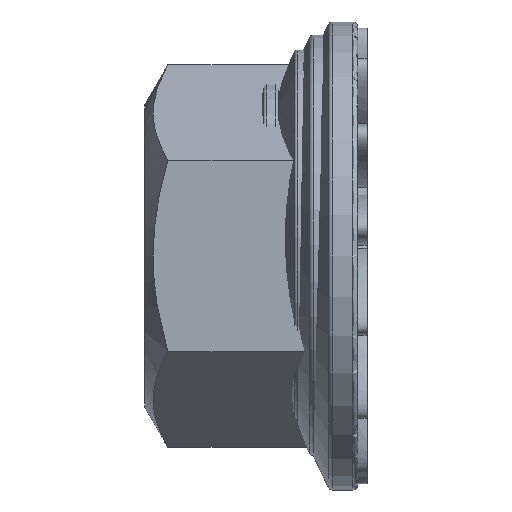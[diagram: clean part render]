
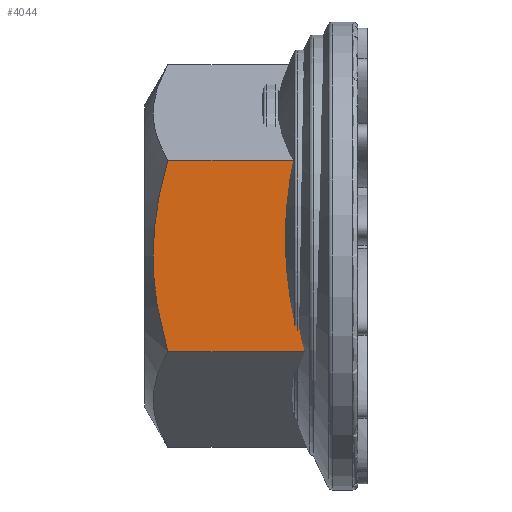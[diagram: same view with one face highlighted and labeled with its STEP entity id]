
A CAD part, left-side view. The second image highlights one B-rep face of the part: STEP entity #4044.
In plain terms, the highlighted planar face has unit normal (-1, 0, 0).
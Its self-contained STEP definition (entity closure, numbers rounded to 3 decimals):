
#251=LINE('',#8345,#426);
#252=LINE('',#8352,#427);
#426=VECTOR('',#4860,9.405);
#427=VECTOR('',#4863,9.405);
#585=(
BOUNDED_CURVE()
B_SPLINE_CURVE(2,(#8308,#8309,#8310),.UNSPECIFIED.,.F.,.F.)
B_SPLINE_CURVE_WITH_KNOTS((3,3),(0.357,0.953),
 .UNSPECIFIED.)
CURVE()
GEOMETRIC_REPRESENTATION_ITEM()
RATIONAL_B_SPLINE_CURVE((1.421,1.641,1.421))
REPRESENTATION_ITEM('')
);
#593=(
BOUNDED_CURVE()
B_SPLINE_CURVE(2,(#8348,#8349,#8350),.UNSPECIFIED.,.F.,.F.)
B_SPLINE_CURVE_WITH_KNOTS((3,3),(0.705,1.124),
 .UNSPECIFIED.)
CURVE()
GEOMETRIC_REPRESENTATION_ITEM()
RATIONAL_B_SPLINE_CURVE((1.917,2.065,2.065))
REPRESENTATION_ITEM('')
);
#594=(
BOUNDED_CURVE()
B_SPLINE_CURVE(2,(#8353,#8354,#8355),.UNSPECIFIED.,.F.,.F.)
B_SPLINE_CURVE_WITH_KNOTS((3,3),(1.124,1.543),
 .UNSPECIFIED.)
CURVE()
GEOMETRIC_REPRESENTATION_ITEM()
RATIONAL_B_SPLINE_CURVE((2.065,2.065,1.917))
REPRESENTATION_ITEM('')
);
#1029=FACE_OUTER_BOUND('',#1369,.T.);
#1369=EDGE_LOOP('',(#2936,#2937,#2938,#2939,#2940));
#1879=VERTEX_POINT('',#8303);
#1880=VERTEX_POINT('',#8307);
#1887=VERTEX_POINT('',#8341);
#1888=VERTEX_POINT('',#8347);
#1889=VERTEX_POINT('',#8351);
#2275=EDGE_CURVE('',#1880,#1879,#585,.T.);
#2286=EDGE_CURVE('',#1887,#1880,#251,.T.);
#2287=EDGE_CURVE('',#1887,#1888,#593,.T.);
#2288=EDGE_CURVE('',#1889,#1879,#252,.T.);
#2289=EDGE_CURVE('',#1888,#1889,#594,.T.);
#2936=ORIENTED_EDGE('',*,*,#2287,.F.);
#2937=ORIENTED_EDGE('',*,*,#2286,.T.);
#2938=ORIENTED_EDGE('',*,*,#2275,.T.);
#2939=ORIENTED_EDGE('',*,*,#2288,.F.);
#2940=ORIENTED_EDGE('',*,*,#2289,.F.);
#3858=PLANE('',#4449);
#4044=ADVANCED_FACE('',(#1029),#3858,.F.);
#4449=AXIS2_PLACEMENT_3D('',#8346,#4861,#4862);
#4860=DIRECTION('',(0.,-1.,0.));
#4861=DIRECTION('center_axis',(1.,0.,0.));
#4862=DIRECTION('ref_axis',(0.,0.,-1.));
#4863=DIRECTION('',(0.,-1.,0.));
#8303=CARTESIAN_POINT('',(-11.,-6.575,2.815));
#8307=CARTESIAN_POINT('',(-11.,-6.575,-9.886));
#8308=CARTESIAN_POINT('Ctrl Pts',(-11.,-6.575,-9.886));
#8309=CARTESIAN_POINT('Ctrl Pts',(-11.,-5.081,-3.536));
#8310=CARTESIAN_POINT('Ctrl Pts',(-11.,-6.575,2.815));
#8341=CARTESIAN_POINT('',(-11.,2.83,-9.886));
#8345=CARTESIAN_POINT('',(-11.,2.83,-9.886));
#8346=CARTESIAN_POINT('Origin',(-11.,4.357,-3.536));
#8347=CARTESIAN_POINT('',(-11.,3.813,-3.536));
#8348=CARTESIAN_POINT('Ctrl Pts',(-11.,2.83,-9.886));
#8349=CARTESIAN_POINT('Ctrl Pts',(-11.,3.813,-6.483));
#8350=CARTESIAN_POINT('Ctrl Pts',(-11.,3.813,-3.536));
#8351=CARTESIAN_POINT('',(-11.,2.83,2.815));
#8352=CARTESIAN_POINT('',(-11.,2.83,2.815));
#8353=CARTESIAN_POINT('Ctrl Pts',(-11.,3.813,-3.536));
#8354=CARTESIAN_POINT('Ctrl Pts',(-11.,3.813,-0.588));
#8355=CARTESIAN_POINT('Ctrl Pts',(-11.,2.83,2.815));
